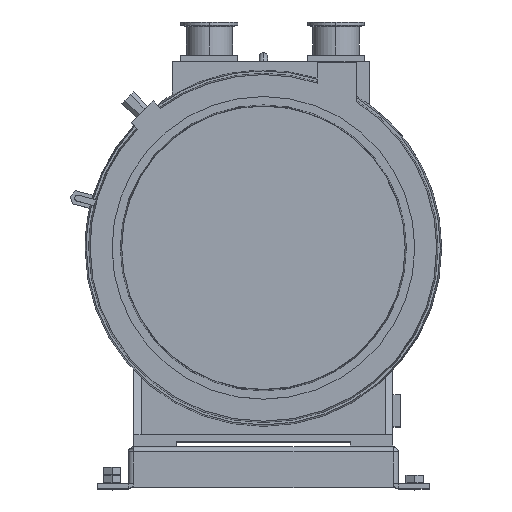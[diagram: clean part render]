
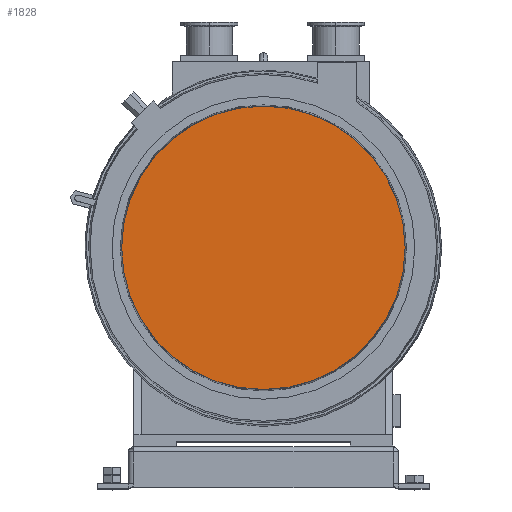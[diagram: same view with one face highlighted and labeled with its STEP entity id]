
A CAD part, top view. The second image highlights one B-rep face of the part: STEP entity #1828.
In plain terms, the highlighted planar face has unit normal (0, 0, 1).
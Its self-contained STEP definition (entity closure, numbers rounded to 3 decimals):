
#1625 = FACE_OUTER_BOUND ( 'NONE', #10935, .T. ) ;
#1674 = VERTEX_POINT ( 'NONE', #7719 ) ;
#1828 = ADVANCED_FACE ( 'NONE', ( #1625 ), #5485, .T. ) ;
#2996 = DIRECTION ( 'NONE',  ( 0., 0., 1. ) ) ;
#3534 = DIRECTION ( 'NONE',  ( 1., 0., 0. ) ) ;
#3581 = DIRECTION ( 'NONE',  ( 0., 0., 1. ) ) ;
#3620 = CARTESIAN_POINT ( 'NONE',  ( 0., 0., 105. ) ) ;
#4842 = EDGE_CURVE ( 'NONE', #8216, #1674, #6792, .T. ) ;
#4897 = AXIS2_PLACEMENT_3D ( 'NONE', #11128, #2996, #7245 ) ;
#5485 = PLANE ( 'NONE',  #11796 ) ;
#5663 = CARTESIAN_POINT ( 'NONE',  ( -136.727, 0., 105. ) ) ;
#5817 = DIRECTION ( 'NONE',  ( 1., 0., 0. ) ) ;
#5829 = DIRECTION ( 'NONE',  ( 0., 0., 1. ) ) ;
#5943 = CARTESIAN_POINT ( 'NONE',  ( 0., 0., 105. ) ) ;
#6792 = CIRCLE ( 'NONE', #4897, 136.727 ) ;
#7245 = DIRECTION ( 'NONE',  ( 1., 0., 0. ) ) ;
#7431 = ORIENTED_EDGE ( 'NONE', *, *, #4842, .T. ) ;
#7462 = ORIENTED_EDGE ( 'NONE', *, *, #9096, .T. ) ;
#7719 = CARTESIAN_POINT ( 'NONE',  ( 136.727, 0., 105. ) ) ;
#8216 = VERTEX_POINT ( 'NONE', #5663 ) ;
#8412 = AXIS2_PLACEMENT_3D ( 'NONE', #3620, #3581, #3534 ) ;
#9096 = EDGE_CURVE ( 'NONE', #1674, #8216, #11366, .T. ) ;
#10935 = EDGE_LOOP ( 'NONE', ( #7462, #7431 ) ) ;
#11128 = CARTESIAN_POINT ( 'NONE',  ( 0., 0., 105. ) ) ;
#11366 = CIRCLE ( 'NONE', #8412, 136.727 ) ;
#11796 = AXIS2_PLACEMENT_3D ( 'NONE', #5943, #5829, #5817 ) ;
